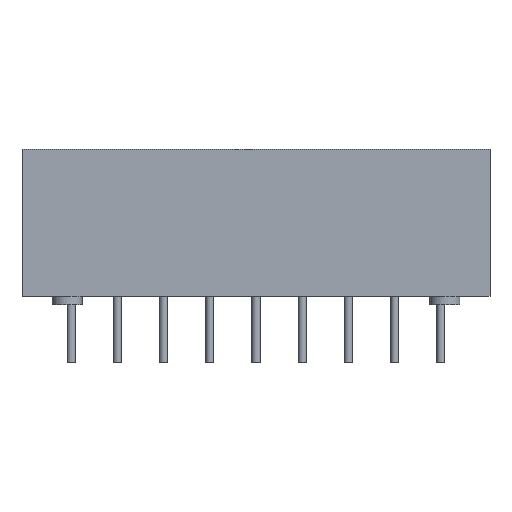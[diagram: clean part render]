
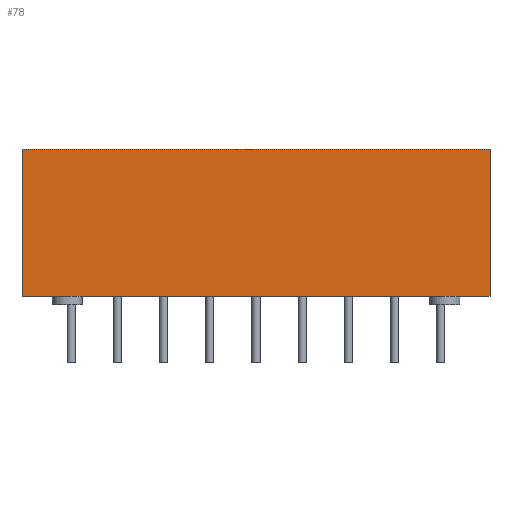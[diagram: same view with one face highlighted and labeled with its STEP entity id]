
A CAD part, front view. The second image highlights one B-rep face of the part: STEP entity #78.
In plain terms, the highlighted planar face has unit normal (0, -1, 0).
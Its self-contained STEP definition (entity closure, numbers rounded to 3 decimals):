
#78=ADVANCED_FACE('',(#1066),#1067,.T.);
#1066=FACE_OUTER_BOUND('',#3146,.T.);
#1067=PLANE('',#3147);
#3146=EDGE_LOOP('',(#5549,#5550,#5551,#5552));
#3147=AXIS2_PLACEMENT_3D('',#5553,#5554,#5555);
#5549=ORIENTED_EDGE('',*,*,#13657,.T.);
#5550=ORIENTED_EDGE('',*,*,#13658,.T.);
#5551=ORIENTED_EDGE('',*,*,#13659,.F.);
#5552=ORIENTED_EDGE('',*,*,#13339,.F.);
#5553=CARTESIAN_POINT('',(-12.86,-12.86,0.0));
#5554=DIRECTION('',(0.0,-1.0,0.0));
#5555=DIRECTION('',(0.0,0.0,-1.0));
#13339=EDGE_CURVE('',#15928,#15930,#15931,.T.);
#13657=EDGE_CURVE('',#15928,#16562,#16564,.T.);
#13658=EDGE_CURVE('',#16562,#16565,#16566,.T.);
#13659=EDGE_CURVE('',#15930,#16565,#16567,.T.);
#15928=VERTEX_POINT('',#20243);
#15930=VERTEX_POINT('',#20246);
#15931=LINE('',#20247,#20248);
#16562=VERTEX_POINT('',#21099);
#16564=LINE('',#21102,#21103);
#16565=VERTEX_POINT('',#21104);
#16566=LINE('',#21105,#21106);
#16567=LINE('',#21107,#21108);
#20243=CARTESIAN_POINT('',(-12.86,-12.86,0.0));
#20246=CARTESIAN_POINT('',(12.86,-12.86,0.0));
#20247=CARTESIAN_POINT('',(-12.86,-12.86,0.0));
#20248=VECTOR('',#26503,25.72);
#21099=CARTESIAN_POINT('',(-12.86,-12.86,-8.1));
#21102=CARTESIAN_POINT('',(-12.86,-12.86,0.0));
#21103=VECTOR('',#27013,8.1);
#21104=CARTESIAN_POINT('',(12.86,-12.86,-8.1));
#21105=CARTESIAN_POINT('',(-12.86,-12.86,-8.1));
#21106=VECTOR('',#27014,25.72);
#21107=CARTESIAN_POINT('',(12.86,-12.86,0.0));
#21108=VECTOR('',#27015,8.1);
#26503=DIRECTION('',(1.0,0.0,0.0));
#27013=DIRECTION('',(0.0,0.0,-1.0));
#27014=DIRECTION('',(1.0,0.0,0.0));
#27015=DIRECTION('',(0.0,0.0,-1.0));
